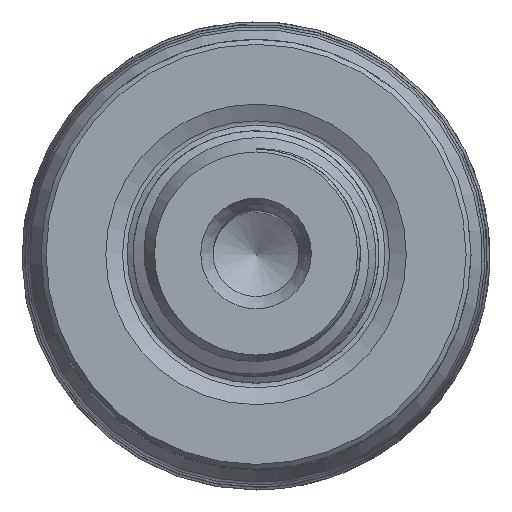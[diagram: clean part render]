
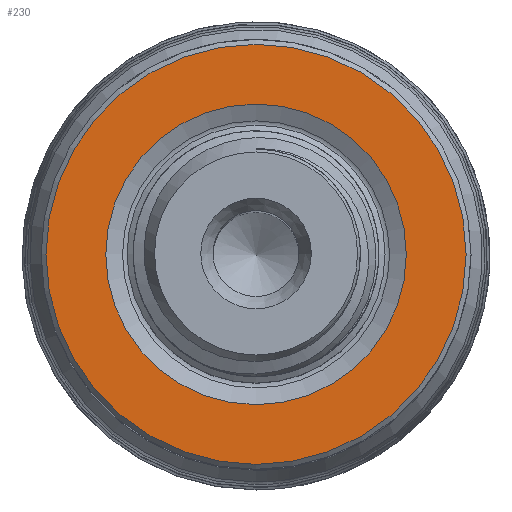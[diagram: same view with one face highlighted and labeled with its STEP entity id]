
A CAD part, top view. The second image highlights one B-rep face of the part: STEP entity #230.
In plain terms, the highlighted planar face has unit normal (0, 0, 1).
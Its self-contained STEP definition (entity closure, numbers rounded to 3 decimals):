
#198=PLANE('',#1086);
#230=ADVANCED_FACE('',(#372,#373),#198,.F.);
#372=FACE_BOUND('',#478,.T.);
#373=FACE_BOUND('',#479,.T.);
#478=EDGE_LOOP('',(#621));
#479=EDGE_LOOP('',(#622));
#621=ORIENTED_EDGE('',*,*,#870,.T.);
#622=ORIENTED_EDGE('',*,*,#869,.F.);
#786=VERTEX_POINT('',#2138);
#787=VERTEX_POINT('',#2141);
#869=EDGE_CURVE('',#786,#786,#945,.T.);
#870=EDGE_CURVE('',#787,#787,#946,.T.);
#945=CIRCLE('',#1083,6.116);
#946=CIRCLE('',#1085,8.55);
#1083=AXIS2_PLACEMENT_3D('',#2137,#1246,#1247);
#1085=AXIS2_PLACEMENT_3D('',#2140,#1250,#1251);
#1086=AXIS2_PLACEMENT_3D('',#2142,#1252,#1253);
#1246=DIRECTION('',(0.,0.,1.));
#1247=DIRECTION('',(0.,1.,0.));
#1250=DIRECTION('',(0.,0.,1.));
#1251=DIRECTION('',(0.,-1.,0.));
#1252=DIRECTION('',(0.,0.,-1.));
#1253=DIRECTION('',(0.,-1.,0.));
#2137=CARTESIAN_POINT('',(0.,0.,38.1));
#2138=CARTESIAN_POINT('',(0.,6.116,38.1));
#2140=CARTESIAN_POINT('',(0.,0.,38.1));
#2141=CARTESIAN_POINT('',(0.,-8.55,38.1));
#2142=CARTESIAN_POINT('',(8.75,0.,38.1));
